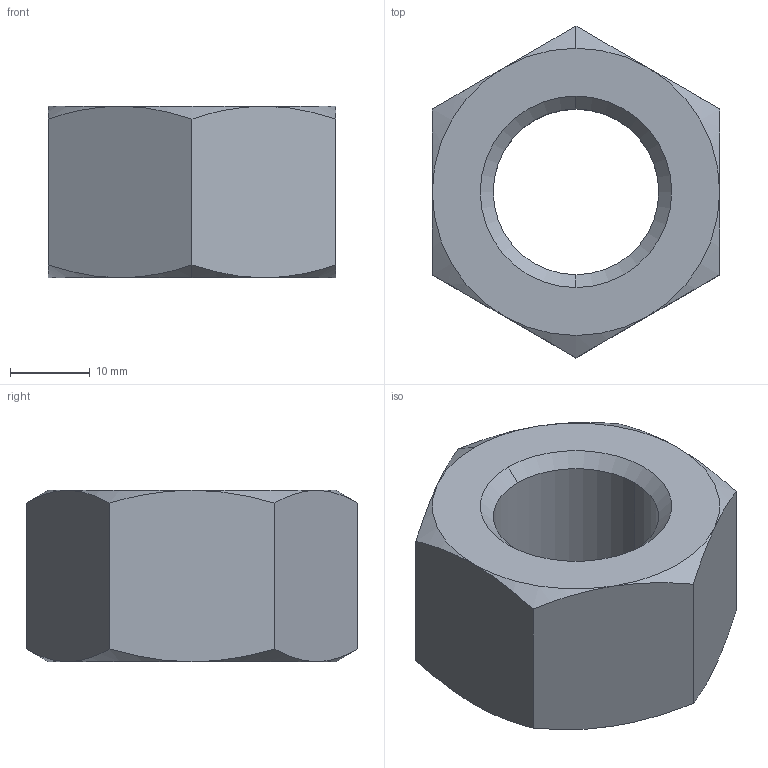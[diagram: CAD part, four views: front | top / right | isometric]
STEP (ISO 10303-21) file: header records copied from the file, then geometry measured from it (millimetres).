
FILE_DESCRIPTION (( 'STEP AP203' ), '1' );
FILE_NAME ('M24 HEX NUT ZP_REV_A.step', '2026-02-22T05:01:25', ( '' ), ( '' ), 'SwSTEP 2.0', 'SolidWorks 2025', '' );
FILE_SCHEMA (( 'CONFIG_CONTROL_DESIGN' ));
Length unit declared in the file: millimetre
Products named in the file (1): M24 HEX NUT ZP_REV_A
Bounding box: 36 x 41.57 x 21.5 mm (x, y, z)
Volume: 16576.7 mm3; surface area: 5428.8 mm2
Topology: 1 solids, 1 shells, 28 faces, 64 edges, 38 vertices
Faces by surface type: cone 18, plane 8, cylinder 2
Entity records: 983 total; most frequent: CARTESIAN_POINT 299, ORIENTED_EDGE 128, DIRECTION 124, EDGE_CURVE 64, AXIS2_PLACEMENT_3D 55, VERTEX_POINT 38, EDGE_LOOP 30, FACE_OUTER_BOUND 28
